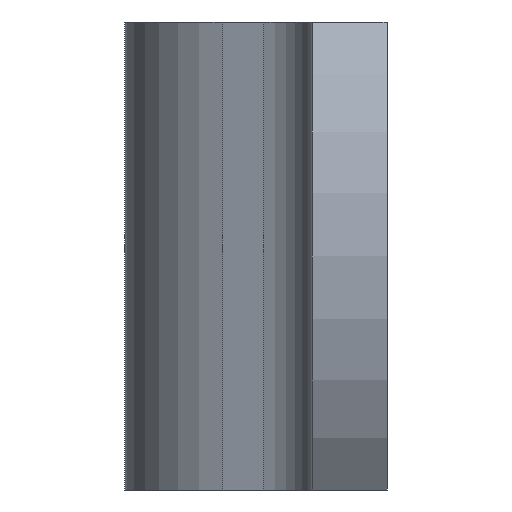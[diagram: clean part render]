
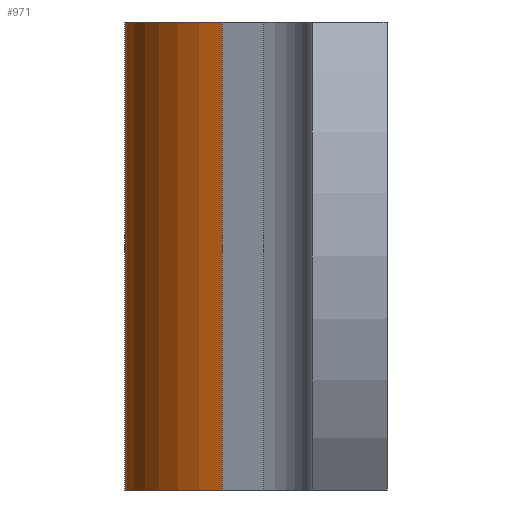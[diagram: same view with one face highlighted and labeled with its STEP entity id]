
A CAD part, left-side view. The second image highlights one B-rep face of the part: STEP entity #971.
In plain terms, the highlighted cylindrical face has radius 1.6 mm (diameter 3.2 mm), a partial arc.
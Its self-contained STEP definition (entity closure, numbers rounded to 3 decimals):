
#4 = VERTEX_POINT ( 'NONE', #443 ) ;
#43 = VERTEX_POINT ( 'NONE', #303 ) ;
#73 = DIRECTION ( 'NONE',  ( 0., 0., -1. ) ) ;
#137 = EDGE_LOOP ( 'NONE', ( #786, #320, #722, #586 ) ) ;
#213 = EDGE_CURVE ( 'NONE', #1010, #43, #800, .T. ) ;
#224 = EDGE_CURVE ( 'NONE', #43, #1060, #815, .T. ) ;
#292 = DIRECTION ( 'NONE',  ( 0., 0., -1. ) ) ;
#303 = CARTESIAN_POINT ( 'NONE',  ( -3.694, 1.762, -2.5 ) ) ;
#318 = EDGE_CURVE ( 'NONE', #1010, #4, #661, .T. ) ;
#320 = ORIENTED_EDGE ( 'NONE', *, *, #213, .F. ) ;
#334 = DIRECTION ( 'NONE',  ( -1., 0., 0. ) ) ;
#342 = DIRECTION ( 'NONE',  ( 0., 0., -1. ) ) ;
#343 = CARTESIAN_POINT ( 'NONE',  ( -2.196, 1.2, 2.5 ) ) ;
#376 = CARTESIAN_POINT ( 'NONE',  ( -2.196, 1.2, 2.5 ) ) ;
#386 = CYLINDRICAL_SURFACE ( 'NONE', #995, 1.6 ) ;
#399 = FACE_OUTER_BOUND ( 'NONE', #137, .T. ) ;
#424 = CARTESIAN_POINT ( 'NONE',  ( -3.694, 1.762, 2.5 ) ) ;
#443 = CARTESIAN_POINT ( 'NONE',  ( -2.196, 2.8, 2.5 ) ) ;
#533 = CARTESIAN_POINT ( 'NONE',  ( -2.196, 2.8, -2.5 ) ) ;
#558 = AXIS2_PLACEMENT_3D ( 'NONE', #610, #73, #700 ) ;
#586 = ORIENTED_EDGE ( 'NONE', *, *, #734, .T. ) ;
#610 = CARTESIAN_POINT ( 'NONE',  ( -2.196, 1.2, -2.5 ) ) ;
#661 = CIRCLE ( 'NONE', #823, 1.6 ) ;
#700 = DIRECTION ( 'NONE',  ( 1., 0., 0. ) ) ;
#722 = ORIENTED_EDGE ( 'NONE', *, *, #318, .T. ) ;
#734 = EDGE_CURVE ( 'NONE', #4, #1060, #986, .T. ) ;
#785 = VECTOR ( 'NONE', #1031, 1000. ) ;
#786 = ORIENTED_EDGE ( 'NONE', *, *, #224, .F. ) ;
#800 = LINE ( 'NONE', #840, #785 ) ;
#815 = CIRCLE ( 'NONE', #558, 1.6 ) ;
#823 = AXIS2_PLACEMENT_3D ( 'NONE', #376, #292, #1096 ) ;
#840 = CARTESIAN_POINT ( 'NONE',  ( -3.694, 1.762, 2.5 ) ) ;
#929 = VECTOR ( 'NONE', #1041, 1000. ) ;
#971 = ADVANCED_FACE ( 'NONE', ( #399 ), #386, .T. ) ;
#986 = LINE ( 'NONE', #1036, #929 ) ;
#995 = AXIS2_PLACEMENT_3D ( 'NONE', #343, #342, #334 ) ;
#1010 = VERTEX_POINT ( 'NONE', #424 ) ;
#1031 = DIRECTION ( 'NONE',  ( 0., 0., -1. ) ) ;
#1036 = CARTESIAN_POINT ( 'NONE',  ( -2.196, 2.8, 2.5 ) ) ;
#1041 = DIRECTION ( 'NONE',  ( 0., 0., -1. ) ) ;
#1060 = VERTEX_POINT ( 'NONE', #533 ) ;
#1096 = DIRECTION ( 'NONE',  ( 1., 0., 0. ) ) ;
